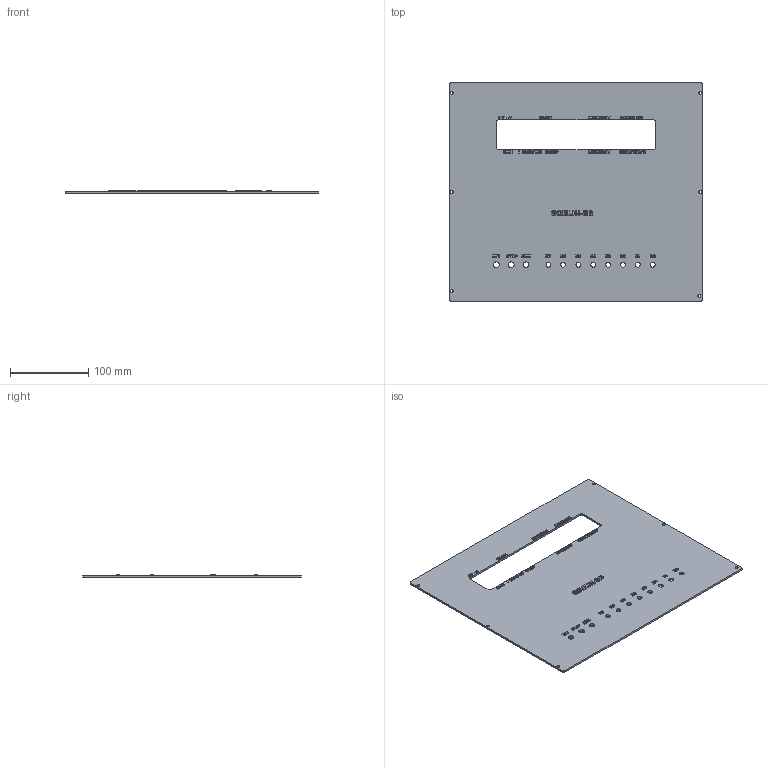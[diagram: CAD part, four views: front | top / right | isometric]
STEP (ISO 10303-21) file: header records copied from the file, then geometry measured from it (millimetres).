
FILE_DESCRIPTION(/* description */ ('','CAx-IF Rec.Pracs.---Representation and Presentation of Product Manufacturing Information (PMI)---4.0---2014-10-13'),/* implementation_level */ '2;1');
FILE_NAME(/* name */ 'scelbi8b.step',/* time_stamp */ '2025-01-04T17:04:15+05:00',/* author */ (''),/* organization */ (''),/* preprocessor_version */ 'ST-DEVELOPER v20',/* originating_system */ 'Autodesk Translation Framework v13.20.0.188',/* authorisation */ '');
FILE_SCHEMA (('AP242_MANAGED_MODEL_BASED_3D_ENGINEERING_MIM_LF { 1 0 10303 442 1 1 4 }'));
Products named in the file (1): scelbi8b
Bounding box: 323.85 x 279.4 x 3.5 mm (x, y, z)
Volume: 206666.4 mm3; surface area: 172975.2 mm2
Topology: 85 solids, 85 shells, 1667 faces, 4491 edges, 2994 vertices
Faces by surface type: bspline 853, plane 789, cylinder 25
Full cylindrical faces by diameter (mm): 3.5 x6, 6.094 x8, 7.25 x3
Entity records: 59874 total; most frequent: CARTESIAN_POINT 23654, ORIENTED_EDGE 8982, EDGE_CURVE 4491, DIRECTION 4465, VERTEX_POINT 2994, LINE 2735, VECTOR 2735, EDGE_LOOP 1787
